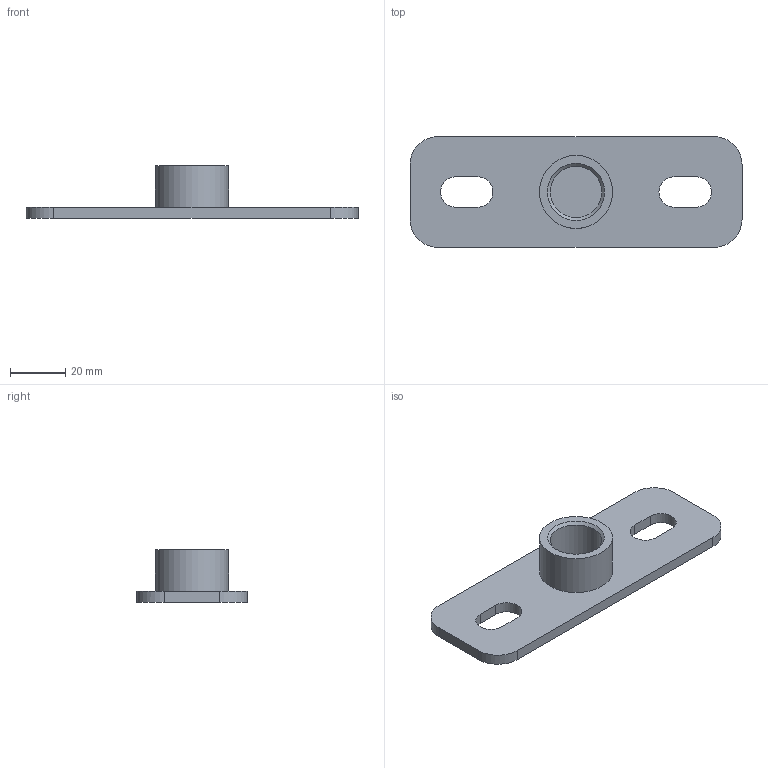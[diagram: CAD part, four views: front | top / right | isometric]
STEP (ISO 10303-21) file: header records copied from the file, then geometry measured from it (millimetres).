
FILE_DESCRIPTION((''),'2;1');
FILE_NAME('112431.stp','2010-07-07T15:39:30',('DMK009'),(''),'Autodesk Inventor 2010','Autodesk Inventor 2010','');
FILE_SCHEMA(('AUTOMOTIVE_DESIGN { 1 0 10303 214 1 1 1 1 }'));
Length unit declared in the file: millimetre
Products named in the file (1): 112431
Bounding box: 120 x 40 x 19 mm (x, y, z)
Volume: 21453.9 mm3; surface area: 12491.2 mm2
Topology: 1 solids, 1 shells, 24 faces, 59 edges, 39 vertices
Faces by surface type: plane 10, cylinder 7, bspline 5, cone 2
Full cylindrical faces by diameter (mm): 26.4 x1
Entity records: 792 total; most frequent: CARTESIAN_POINT 174, DIRECTION 116, ORIENTED_EDGE 108, EDGE_CURVE 54, AXIS2_PLACEMENT_3D 42, VERTEX_POINT 38, EDGE_LOOP 34, VECTOR 32
